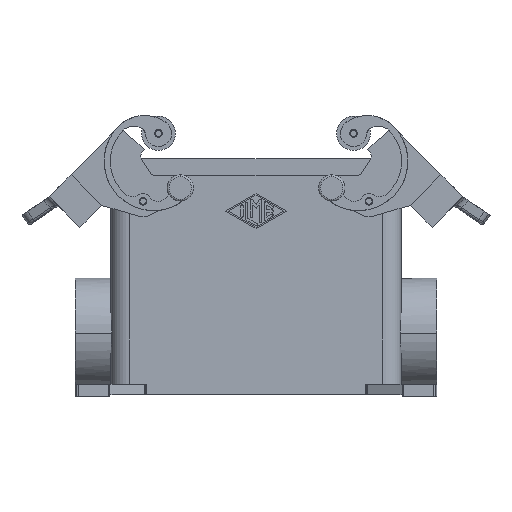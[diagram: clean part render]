
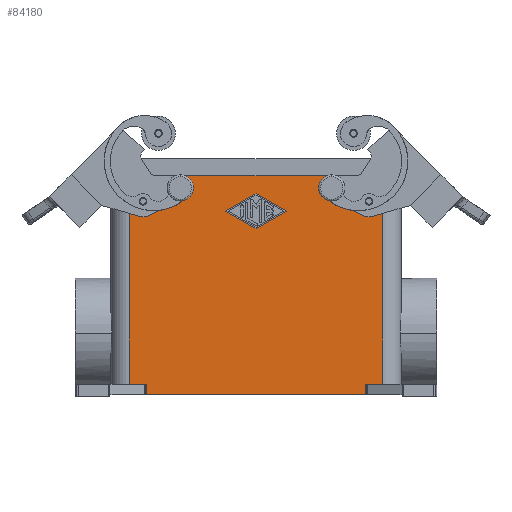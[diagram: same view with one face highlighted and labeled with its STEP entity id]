
A CAD part, front view. The second image highlights one B-rep face of the part: STEP entity #84180.
In plain terms, the highlighted planar face has unit normal (0, -1, 0).
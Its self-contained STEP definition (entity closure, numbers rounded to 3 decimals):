
#9850=CARTESIAN_POINT('',(-24.5,-21.75,17.));
#9860=VERTEX_POINT('',#9850);
#9890=CARTESIAN_POINT('',(-24.5,-21.75,19.5));
#9900=DIRECTION('',(0.,1.,0.));
#9910=DIRECTION('',(0.,0.,1.));
#9920=AXIS2_PLACEMENT_3D('',#9890,#9900,#9910);
#9930=CIRCLE('',#9920,2.5);
#9940=CARTESIAN_POINT('',(-24.5,-21.75,22.));
#9950=VERTEX_POINT('',#9940);
#9960=EDGE_CURVE('',#9860,#9950,#9930,.T.);
#19750=CARTESIAN_POINT('',(24.5,-21.75,17.));
#19760=VERTEX_POINT('',#19750);
#19790=CARTESIAN_POINT('',(24.5,-21.75,19.5));
#19800=DIRECTION('',(0.,1.,0.));
#19810=DIRECTION('',(0.,0.,1.));
#19820=AXIS2_PLACEMENT_3D('',#19790,#19800,#19810);
#19830=CIRCLE('',#19820,2.5);
#19840=CARTESIAN_POINT('',(24.5,-21.75,22.));
#19850=VERTEX_POINT('',#19840);
#19860=EDGE_CURVE('',#19760,#19850,#19830,.T.);
#75660=CARTESIAN_POINT('',(35.541,-21.75,-44.));
#75670=VERTEX_POINT('',#75660);
#75700=CARTESIAN_POINT('',(35.541,-21.75,-44.));
#75710=DIRECTION('',(1.,0.,0.));
#75720=VECTOR('',#75710,5.459);
#75730=LINE('',#75700,#75720);
#75740=CARTESIAN_POINT('',(41.,-21.75,-44.));
#75750=VERTEX_POINT('',#75740);
#75760=EDGE_CURVE('',#75670,#75750,#75730,.T.);
#82870=CARTESIAN_POINT('',(35.541,-21.75,-47.5));
#82880=VERTEX_POINT('',#82870);
#82910=CARTESIAN_POINT('',(35.541,-21.75,-44.));
#82920=DIRECTION('',(0.,0.,-1.));
#82930=VECTOR('',#82920,3.5);
#82940=LINE('',#82910,#82930);
#82950=EDGE_CURVE('',#75670,#82880,#82940,.T.);
#83090=CARTESIAN_POINT('',(41.,-21.75,1.5));
#83100=DIRECTION('',(0.,-1.,0.));
#83110=DIRECTION('',(0.,0.,-1.));
#83120=AXIS2_PLACEMENT_3D('',#83090,#83100,#83110);
#83130=PLANE('',#83120);
#83140=CARTESIAN_POINT('',(35.541,-21.75,-47.5));
#83150=DIRECTION('',(-1.,0.,0.));
#83160=VECTOR('',#83150,71.081);
#83170=LINE('',#83140,#83160);
#83180=CARTESIAN_POINT('',(-35.541,-21.75,-47.5));
#83190=VERTEX_POINT('',#83180);
#83200=EDGE_CURVE('',#82880,#83190,#83170,.T.);
#83210=ORIENTED_EDGE('',*,*,#83200,.F.);
#83220=CARTESIAN_POINT('',(-35.541,-21.75,-47.5));
#83230=DIRECTION('',(0.,0.,1.));
#83240=VECTOR('',#83230,3.5);
#83250=LINE('',#83220,#83240);
#83260=CARTESIAN_POINT('',(-35.541,-21.75,-44.));
#83270=VERTEX_POINT('',#83260);
#83280=EDGE_CURVE('',#83190,#83270,#83250,.T.);
#83290=ORIENTED_EDGE('',*,*,#83280,.F.);
#83300=CARTESIAN_POINT('',(-41.,-21.75,-44.));
#83310=DIRECTION('',(1.,0.,0.));
#83320=VECTOR('',#83310,5.459);
#83330=LINE('',#83300,#83320);
#83340=CARTESIAN_POINT('',(-41.,-21.75,-44.));
#83350=VERTEX_POINT('',#83340);
#83360=EDGE_CURVE('',#83350,#83270,#83330,.T.);
#83370=ORIENTED_EDGE('',*,*,#83360,.T.);
#83380=CARTESIAN_POINT('',(-41.,-21.75,23.5));
#83390=DIRECTION('',(0.,0.,-1.));
#83400=VECTOR('',#83390,67.5);
#83410=LINE('',#83380,#83400);
#83420=CARTESIAN_POINT('',(-41.,-21.75,23.5));
#83430=VERTEX_POINT('',#83420);
#83440=EDGE_CURVE('',#83430,#83350,#83410,.T.);
#83450=ORIENTED_EDGE('',*,*,#83440,.T.);
#83460=CARTESIAN_POINT('',(41.,-21.75,23.5));
#83470=DIRECTION('',(-1.,0.,0.));
#83480=VECTOR('',#83470,82.);
#83490=LINE('',#83460,#83480);
#83500=CARTESIAN_POINT('',(41.,-21.75,23.5));
#83510=VERTEX_POINT('',#83500);
#83520=EDGE_CURVE('',#83510,#83430,#83490,.T.);
#83530=ORIENTED_EDGE('',*,*,#83520,.T.);
#83540=CARTESIAN_POINT('',(41.,-21.75,23.5));
#83550=DIRECTION('',(0.,0.,-1.));
#83560=VECTOR('',#83550,67.5);
#83570=LINE('',#83540,#83560);
#83580=EDGE_CURVE('',#83510,#75750,#83570,.T.);
#83590=ORIENTED_EDGE('',*,*,#83580,.F.);
#83600=ORIENTED_EDGE('',*,*,#75760,.T.);
#83610=ORIENTED_EDGE('',*,*,#82950,.F.);
#83620=EDGE_LOOP('',(#83610,#83600,#83590,#83530,#83450,#83370,#83290,
#83210));
#83630=FACE_OUTER_BOUND('',#83620,.T.);
#83640=CARTESIAN_POINT('',(9.75,-21.75,12.));
#83650=DIRECTION('',(-0.866,0.,-0.5));
#83660=VECTOR('',#83650,11.256);
#83670=LINE('',#83640,#83660);
#83680=CARTESIAN_POINT('',(9.75,-21.75,12.));
#83690=VERTEX_POINT('',#83680);
#83700=CARTESIAN_POINT('',(0.,-21.75,6.375));
#83710=VERTEX_POINT('',#83700);
#83720=EDGE_CURVE('',#83690,#83710,#83670,.T.);
#83730=ORIENTED_EDGE('',*,*,#83720,.T.);
#83740=CARTESIAN_POINT('',(0.,-21.75,17.625));
#83750=DIRECTION('',(0.866,0.,-0.5));
#83760=VECTOR('',#83750,11.256);
#83770=LINE('',#83740,#83760);
#83780=CARTESIAN_POINT('',(0.,-21.75,17.625));
#83790=VERTEX_POINT('',#83780);
#83800=EDGE_CURVE('',#83790,#83690,#83770,.T.);
#83810=ORIENTED_EDGE('',*,*,#83800,.T.);
#83820=CARTESIAN_POINT('',(-9.75,-21.75,12.));
#83830=DIRECTION('',(0.866,0.,0.5));
#83840=VECTOR('',#83830,11.256);
#83850=LINE('',#83820,#83840);
#83860=CARTESIAN_POINT('',(-9.75,-21.75,12.));
#83870=VERTEX_POINT('',#83860);
#83880=EDGE_CURVE('',#83870,#83790,#83850,.T.);
#83890=ORIENTED_EDGE('',*,*,#83880,.T.);
#83900=CARTESIAN_POINT('',(0.,-21.75,6.375));
#83910=DIRECTION('',(-0.866,0.,0.5));
#83920=VECTOR('',#83910,11.256);
#83930=LINE('',#83900,#83920);
#83940=EDGE_CURVE('',#83710,#83870,#83930,.T.);
#83950=ORIENTED_EDGE('',*,*,#83940,.T.);
#83960=EDGE_LOOP('',(#83950,#83890,#83810,#83730));
#83970=FACE_BOUND('',#83960,.T.);
#83980=CARTESIAN_POINT('',(24.5,-21.75,19.5));
#83990=DIRECTION('',(0.,1.,0.));
#84000=DIRECTION('',(0.,0.,1.));
#84010=AXIS2_PLACEMENT_3D('',#83980,#83990,#84000);
#84020=CIRCLE('',#84010,2.5);
#84030=EDGE_CURVE('',#19850,#19760,#84020,.T.);
#84040=ORIENTED_EDGE('',*,*,#84030,.T.);
#84050=ORIENTED_EDGE('',*,*,#19860,.T.);
#84060=EDGE_LOOP('',(#84050,#84040));
#84070=FACE_BOUND('',#84060,.T.);
#84080=CARTESIAN_POINT('',(-24.5,-21.75,19.5));
#84090=DIRECTION('',(0.,1.,0.));
#84100=DIRECTION('',(0.,0.,1.));
#84110=AXIS2_PLACEMENT_3D('',#84080,#84090,#84100);
#84120=CIRCLE('',#84110,2.5);
#84130=EDGE_CURVE('',#9950,#9860,#84120,.T.);
#84140=ORIENTED_EDGE('',*,*,#84130,.T.);
#84150=ORIENTED_EDGE('',*,*,#9960,.T.);
#84160=EDGE_LOOP('',(#84150,#84140));
#84170=FACE_BOUND('',#84160,.T.);
#84180=ADVANCED_FACE('',(#83630,#83970,#84070,#84170),#83130,.T.);
